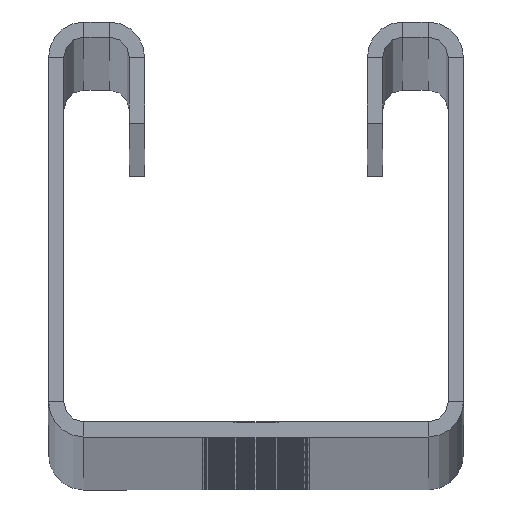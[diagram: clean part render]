
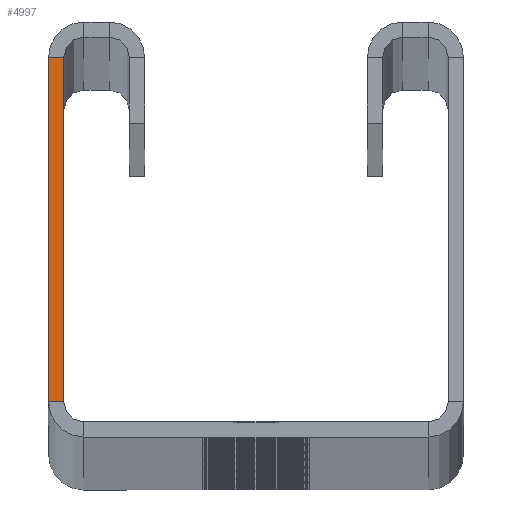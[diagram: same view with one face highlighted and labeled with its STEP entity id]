
A CAD part, top view. The second image highlights one B-rep face of the part: STEP entity #4997.
In plain terms, the highlighted planar face has unit normal (0, 0, 1).
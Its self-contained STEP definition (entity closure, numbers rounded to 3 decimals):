
#200 = CARTESIAN_POINT ( 'NONE',  ( -19., 3.5, 1500. ) ) ;
#201 = CARTESIAN_POINT ( 'NONE',  ( -19., 37.5, 1500. ) ) ;
#202 = CARTESIAN_POINT ( 'NONE',  ( -20.5, 37.5, 1500. ) ) ;
#205 = CARTESIAN_POINT ( 'NONE',  ( -20.5, 3.5, 1500. ) ) ;
#959 = LINE ( 'NONE', #9146, #962 ) ;
#961 = LINE ( 'NONE', #9148, #964 ) ;
#962 = VECTOR ( 'NONE', #9147, 1000. ) ;
#963 = LINE ( 'NONE', #9156, #970 ) ;
#964 = VECTOR ( 'NONE', #9150, 1000. ) ;
#970 = VECTOR ( 'NONE', #9151, 1000. ) ;
#985 = LINE ( 'NONE', #9170, #987 ) ;
#987 = VECTOR ( 'NONE', #9171, 1000. ) ;
#1476 = ORIENTED_EDGE ( 'NONE', *, *, #13754, .T. ) ;
#1477 = ORIENTED_EDGE ( 'NONE', *, *, #13758, .T. ) ;
#1478 = ORIENTED_EDGE ( 'NONE', *, *, #13753, .F. ) ;
#1479 = ORIENTED_EDGE ( 'NONE', *, *, #13768, .T. ) ;
#4232 = FACE_OUTER_BOUND ( 'NONE', #7901, .T. ) ;
#4997 = ADVANCED_FACE ( 'NONE', ( #4232 ), #5981, .T. ) ;
#5974 = CARTESIAN_POINT ( 'NONE',  ( -17., 1.5, 1500. ) ) ;
#5981 = PLANE ( 'NONE',  #9389 ) ;
#5983 = DIRECTION ( 'NONE',  ( 0., 0., 1. ) ) ;
#5984 = DIRECTION ( 'NONE',  ( 1., 0., 0. ) ) ;
#7754 = VERTEX_POINT ( 'NONE', #200 ) ;
#7756 = VERTEX_POINT ( 'NONE', #201 ) ;
#7758 = VERTEX_POINT ( 'NONE', #202 ) ;
#7764 = VERTEX_POINT ( 'NONE', #205 ) ;
#7901 = EDGE_LOOP ( 'NONE', ( #1476, #1477, #1478, #1479 ) ) ;
#9146 = CARTESIAN_POINT ( 'NONE',  ( -19., 37.5, 1500. ) ) ;
#9147 = DIRECTION ( 'NONE',  ( 0., -1., 0. ) ) ;
#9148 = CARTESIAN_POINT ( 'NONE',  ( -20.5, 37.5, 1500. ) ) ;
#9150 = DIRECTION ( 'NONE',  ( 0., -1., 0. ) ) ;
#9151 = DIRECTION ( 'NONE',  ( 1., 0., 0. ) ) ;
#9156 = CARTESIAN_POINT ( 'NONE',  ( -20.5, 3.5, 1500. ) ) ;
#9170 = CARTESIAN_POINT ( 'NONE',  ( -19., 37.5, 1500. ) ) ;
#9171 = DIRECTION ( 'NONE',  ( -1., 0., 0. ) ) ;
#9389 = AXIS2_PLACEMENT_3D ( 'NONE', #5974, #5983, #5984 ) ;
#13753 = EDGE_CURVE ( 'NONE', #7756, #7754, #959, .T. ) ;
#13754 = EDGE_CURVE ( 'NONE', #7758, #7764, #961, .T. ) ;
#13758 = EDGE_CURVE ( 'NONE', #7764, #7754, #963, .T. ) ;
#13768 = EDGE_CURVE ( 'NONE', #7756, #7758, #985, .T. ) ;
